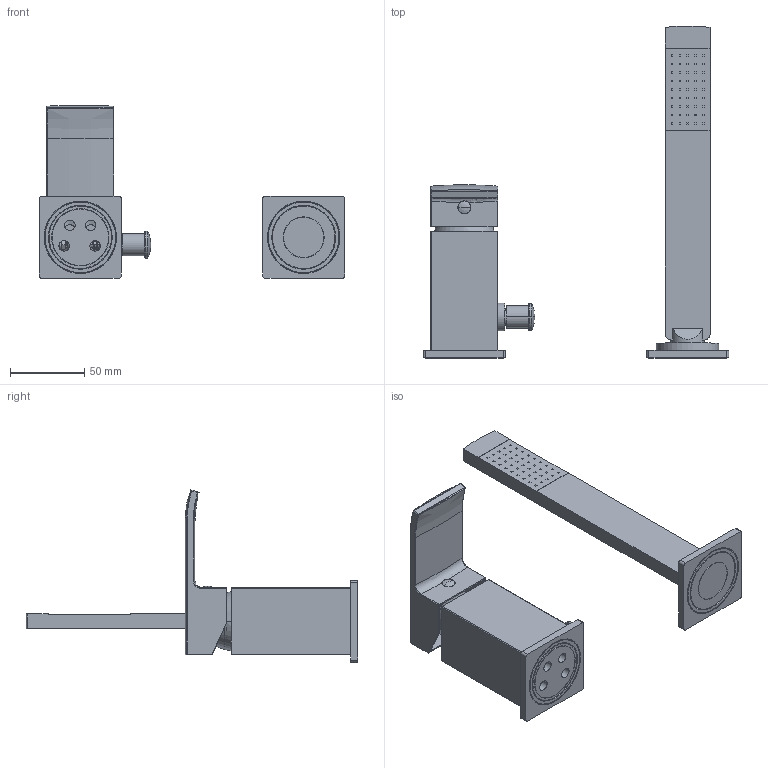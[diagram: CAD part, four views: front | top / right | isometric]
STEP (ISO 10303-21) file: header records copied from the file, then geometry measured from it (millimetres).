
FILE_DESCRIPTION((''),'2;1');
FILE_NAME('LES041CR','2021-11-02T13:05:32',('ut3'),('PAFFONI SpA'),'CREO PARAMETRIC BY PTC INC, 2020044','CREO PARAMETRIC BY PTC INC, 2020044','');
FILE_SCHEMA(('CONFIG_CONTROL_DESIGN','SHAPE_APPEARANCE_LAYERS_GROUPS'));
Products named in the file (1): LES041CR
Bounding box: 205 x 222.89 x 115.83 mm (x, y, z)
Volume: 270380.1 mm3; surface area: 103895.9 mm2
Topology: 5 solids, 5 shells, 1458 faces, 3902 edges, 2497 vertices
Faces by surface type: plane 893, cylinder 351, torus 113, cone 62, sphere 20, bspline 19
Entity records: 64249 total; most frequent: CARTESIAN_POINT 17246, ORIENTED_EDGE 7772, DIRECTION 7382, EDGE_CURVE 3886, AXIS2_PLACEMENT_3D 2504, VERTEX_POINT 2495, VECTOR 2374, LINE 2374
